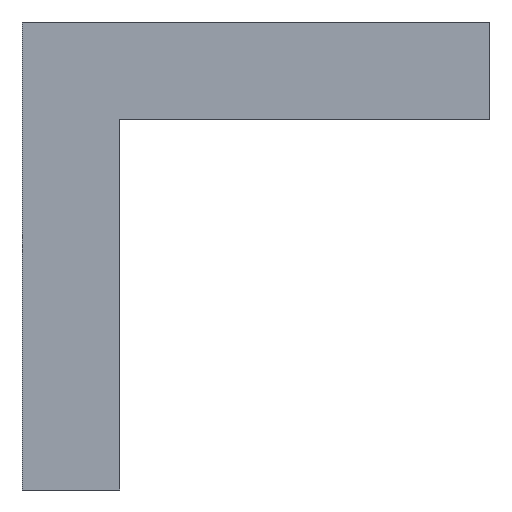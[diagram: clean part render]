
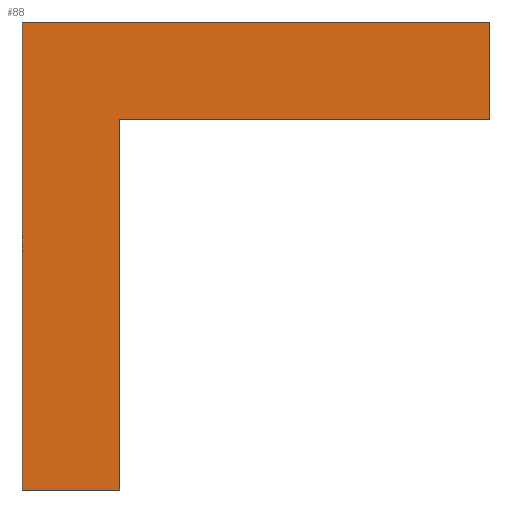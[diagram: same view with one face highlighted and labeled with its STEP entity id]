
A CAD part, front view. The second image highlights one B-rep face of the part: STEP entity #88.
In plain terms, the highlighted planar face has unit normal (0, -1, 0).
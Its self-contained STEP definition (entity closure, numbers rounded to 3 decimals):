
#4 = VERTEX_POINT ( 'NONE', #922 ) ;
#37 = DIRECTION ( 'NONE',  ( 1., 0., 0. ) ) ;
#88 = ADVANCED_FACE ( 'NONE', ( #1415 ), #2059, .F. ) ;
#134 = CARTESIAN_POINT ( 'NONE',  ( 0., 0., 0. ) ) ;
#192 = CARTESIAN_POINT ( 'NONE',  ( 2.5, 0., 0. ) ) ;
#276 = ORIENTED_EDGE ( 'NONE', *, *, #571, .F. ) ;
#290 = DIRECTION ( 'NONE',  ( 1., 0., 0. ) ) ;
#388 = AXIS2_PLACEMENT_3D ( 'NONE', #1103, #614, #1899 ) ;
#449 = CARTESIAN_POINT ( 'NONE',  ( 0., 0., -12. ) ) ;
#471 = ORIENTED_EDGE ( 'NONE', *, *, #763, .T. ) ;
#507 = CARTESIAN_POINT ( 'NONE',  ( 0., 0., 0. ) ) ;
#540 = VECTOR ( 'NONE', #995, 1000. ) ;
#571 = EDGE_CURVE ( 'NONE', #1277, #1262, #1864, .T. ) ;
#614 = DIRECTION ( 'NONE',  ( 0., 1., 0. ) ) ;
#641 = VERTEX_POINT ( 'NONE', #1918 ) ;
#643 = LINE ( 'NONE', #749, #1496 ) ;
#667 = CARTESIAN_POINT ( 'NONE',  ( 0., 0., -2.5 ) ) ;
#695 = CARTESIAN_POINT ( 'NONE',  ( 12., 0., 0. ) ) ;
#705 = ORIENTED_EDGE ( 'NONE', *, *, #955, .T. ) ;
#719 = LINE ( 'NONE', #845, #846 ) ;
#741 = EDGE_CURVE ( 'NONE', #4, #641, #1992, .T. ) ;
#749 = CARTESIAN_POINT ( 'NONE',  ( 0., 0., 0. ) ) ;
#763 = EDGE_CURVE ( 'NONE', #1782, #1694, #719, .T. ) ;
#845 = CARTESIAN_POINT ( 'NONE',  ( 0., 0., -12. ) ) ;
#846 = VECTOR ( 'NONE', #37, 1000. ) ;
#865 = LINE ( 'NONE', #695, #540 ) ;
#922 = CARTESIAN_POINT ( 'NONE',  ( 2.5, 0., -2.5 ) ) ;
#937 = ORIENTED_EDGE ( 'NONE', *, *, #1561, .F. ) ;
#955 = EDGE_CURVE ( 'NONE', #1277, #1782, #643, .T. ) ;
#995 = DIRECTION ( 'NONE',  ( 0., 0., -1. ) ) ;
#1008 = ORIENTED_EDGE ( 'NONE', *, *, #741, .T. ) ;
#1103 = CARTESIAN_POINT ( 'NONE',  ( 0., 0., 0. ) ) ;
#1156 = DIRECTION ( 'NONE',  ( 0., 0., -1. ) ) ;
#1213 = DIRECTION ( 'NONE',  ( 0., 0., -1. ) ) ;
#1262 = VERTEX_POINT ( 'NONE', #1603 ) ;
#1277 = VERTEX_POINT ( 'NONE', #507 ) ;
#1322 = EDGE_CURVE ( 'NONE', #4, #1694, #1890, .T. ) ;
#1415 = FACE_OUTER_BOUND ( 'NONE', #2000, .T. ) ;
#1482 = DIRECTION ( 'NONE',  ( 1., 0., 0. ) ) ;
#1487 = ORIENTED_EDGE ( 'NONE', *, *, #1322, .F. ) ;
#1496 = VECTOR ( 'NONE', #1213, 1000. ) ;
#1561 = EDGE_CURVE ( 'NONE', #1262, #641, #865, .T. ) ;
#1603 = CARTESIAN_POINT ( 'NONE',  ( 12., 0., 0. ) ) ;
#1694 = VERTEX_POINT ( 'NONE', #2077 ) ;
#1703 = VECTOR ( 'NONE', #1482, 1000. ) ;
#1782 = VERTEX_POINT ( 'NONE', #449 ) ;
#1864 = LINE ( 'NONE', #134, #1994 ) ;
#1890 = LINE ( 'NONE', #192, #2019 ) ;
#1899 = DIRECTION ( 'NONE',  ( 0., 0., 1. ) ) ;
#1918 = CARTESIAN_POINT ( 'NONE',  ( 12., 0., -2.5 ) ) ;
#1992 = LINE ( 'NONE', #667, #1703 ) ;
#1994 = VECTOR ( 'NONE', #290, 1000. ) ;
#2000 = EDGE_LOOP ( 'NONE', ( #1008, #937, #276, #705, #471, #1487 ) ) ;
#2019 = VECTOR ( 'NONE', #1156, 1000. ) ;
#2059 = PLANE ( 'NONE',  #388 ) ;
#2077 = CARTESIAN_POINT ( 'NONE',  ( 2.5, 0., -12. ) ) ;
